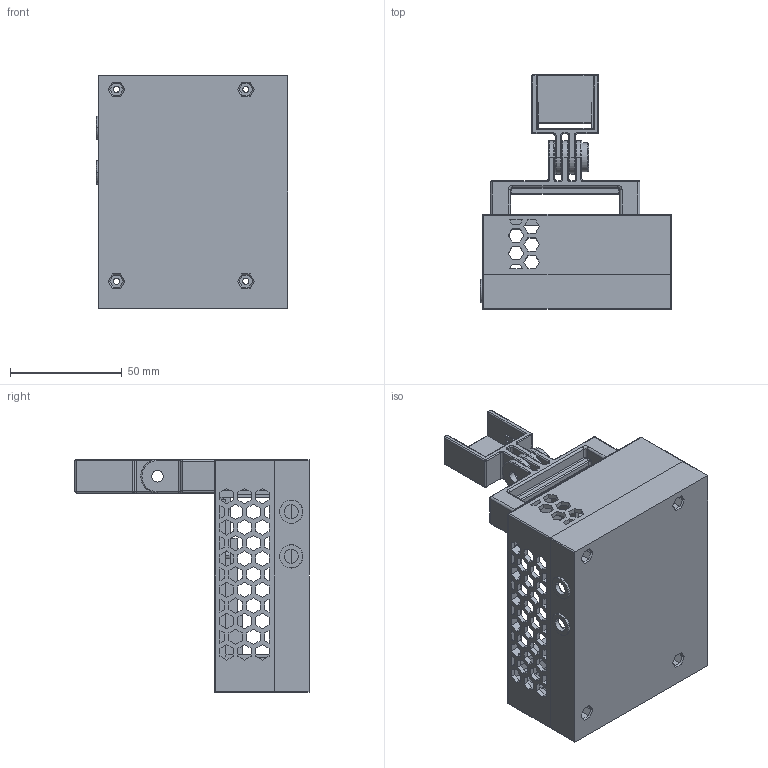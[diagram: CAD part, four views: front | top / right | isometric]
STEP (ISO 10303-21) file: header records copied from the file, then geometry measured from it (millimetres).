
FILE_DESCRIPTION (( 'STEP AP214' ), '1' );
FILE_NAME ('Jetson Case.STEP', '2019-06-14T13:06:46', ( '' ), ( '' ), 'SwSTEP 2.0', 'SolidWorks 2019', '' );
FILE_SCHEMA (( 'AUTOMOTIVE_DESIGN' ));
Length unit declared in the file: millimetre
Products named in the file (6): Case_bottom^Jetson Case; Button_label^Jetson Case; Camera_frame^Jetson Case; Case_top^Jetson Case; Camera_mount^Jetson Case; Jetson Case
Assembly tree (5 placements, depth 2):
  Jetson Case
    Case_bottom^Jetson Case
    Case_top^Jetson Case
    Button_label^Jetson Case
    Camera_mount^Jetson Case
    Camera_frame^Jetson Case
Bounding box: 85.7 x 104.9 x 104.4 mm (x, y, z)
Volume: 83466.2 mm3; surface area: 87031.3 mm2
Topology: 5 solids, 5 shells, 1422 faces, 3967 edges, 2550 vertices
Faces by surface type: plane 1001, cylinder 275, torus 85, cone 24, bspline 23, sphere 14
Entity records: 47150 total; most frequent: CARTESIAN_POINT 9842, ORIENTED_EDGE 7902, DIRECTION 7354, EDGE_CURVE 3951, LINE 3098, VECTOR 3098, VERTEX_POINT 2550, AXIS2_PLACEMENT_3D 2128
